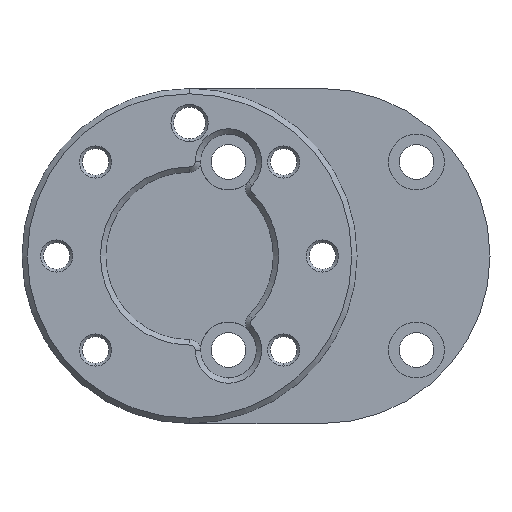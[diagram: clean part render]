
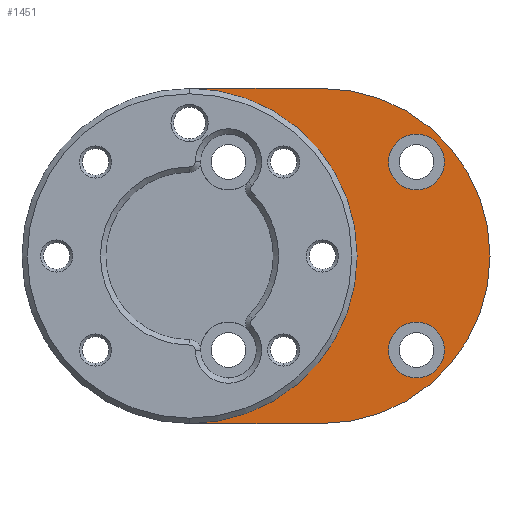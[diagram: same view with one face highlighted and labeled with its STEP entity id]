
A CAD part, front view. The second image highlights one B-rep face of the part: STEP entity #1451.
In plain terms, the highlighted planar face has unit normal (0, -1, 0).
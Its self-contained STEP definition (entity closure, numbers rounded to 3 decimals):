
#28 = AXIS2_PLACEMENT_3D ( 'NONE', #1257, #1190, #325 ) ;
#43 = ORIENTED_EDGE ( 'NONE', *, *, #1848, .F. ) ;
#62 = AXIS2_PLACEMENT_3D ( 'NONE', #2643, #1108, #1138 ) ;
#130 = CARTESIAN_POINT ( 'NONE',  ( 0., 0., -31.5 ) ) ;
#254 = LINE ( 'NONE', #130, #2591 ) ;
#277 = VERTEX_POINT ( 'NONE', #2151 ) ;
#289 = DIRECTION ( 'NONE',  ( 0., 0., -1. ) ) ;
#290 = CIRCLE ( 'NONE', #986, 31.5 ) ;
#325 = DIRECTION ( 'NONE',  ( 0., 0., 1. ) ) ;
#392 = CARTESIAN_POINT ( 'NONE',  ( 0., 0., 31.5 ) ) ;
#411 = CARTESIAN_POINT ( 'NONE',  ( 0., 0., 0. ) ) ;
#567 = CIRCLE ( 'NONE', #2330, 5.25 ) ;
#625 = EDGE_CURVE ( 'NONE', #1675, #1695, #567, .T. ) ;
#673 = CARTESIAN_POINT ( 'NONE',  ( 0., 0., 0. ) ) ;
#683 = EDGE_CURVE ( 'NONE', #2539, #2338, #1489, .T. ) ;
#689 = AXIS2_PLACEMENT_3D ( 'NONE', #673, #2225, #1557 ) ;
#724 = ORIENTED_EDGE ( 'NONE', *, *, #910, .T. ) ;
#759 = DIRECTION ( 'NONE',  ( 0., 0., 1. ) ) ;
#910 = EDGE_CURVE ( 'NONE', #1695, #1675, #911, .T. ) ;
#911 = CIRCLE ( 'NONE', #62, 5.25 ) ;
#986 = AXIS2_PLACEMENT_3D ( 'NONE', #1849, #2245, #289 ) ;
#1039 = EDGE_CURVE ( 'NONE', #1893, #2336, #290, .T. ) ;
#1064 = DIRECTION ( 'NONE',  ( 0., 0., 1. ) ) ;
#1066 = ORIENTED_EDGE ( 'NONE', *, *, #1323, .F. ) ;
#1071 = VECTOR ( 'NONE', #2571, 1000. ) ;
#1075 = FACE_BOUND ( 'NONE', #1415, .T. ) ;
#1102 = DIRECTION ( 'NONE',  ( 0., 1., 0. ) ) ;
#1108 = DIRECTION ( 'NONE',  ( 0., 1., 0. ) ) ;
#1110 = LINE ( 'NONE', #392, #1071 ) ;
#1138 = DIRECTION ( 'NONE',  ( 0., 0., 1. ) ) ;
#1190 = DIRECTION ( 'NONE',  ( 0., 1., 0. ) ) ;
#1202 = CARTESIAN_POINT ( 'NONE',  ( 17.678, 0., -17.678 ) ) ;
#1206 = ORIENTED_EDGE ( 'NONE', *, *, #683, .T. ) ;
#1230 = CARTESIAN_POINT ( 'NONE',  ( -25., 0., 31.5 ) ) ;
#1257 = CARTESIAN_POINT ( 'NONE',  ( 17.678, 0., 17.678 ) ) ;
#1323 = EDGE_CURVE ( 'NONE', #277, #1746, #1902, .T. ) ;
#1351 = DIRECTION ( 'NONE',  ( 0., 0., 1. ) ) ;
#1415 = EDGE_LOOP ( 'NONE', ( #1539, #1206 ) ) ;
#1423 = DIRECTION ( 'NONE',  ( -1., 0., 0. ) ) ;
#1451 = ADVANCED_FACE ( 'NONE', ( #2250, #1075, #1517 ), #2216, .F. ) ;
#1489 = CIRCLE ( 'NONE', #28, 5.25 ) ;
#1517 = FACE_OUTER_BOUND ( 'NONE', #2366, .T. ) ;
#1539 = ORIENTED_EDGE ( 'NONE', *, *, #2496, .T. ) ;
#1557 = DIRECTION ( 'NONE',  ( 0., 0., 1. ) ) ;
#1636 = DIRECTION ( 'NONE',  ( 0., 1., 0. ) ) ;
#1675 = VERTEX_POINT ( 'NONE', #2119 ) ;
#1695 = VERTEX_POINT ( 'NONE', #1889 ) ;
#1715 = EDGE_CURVE ( 'NONE', #1746, #1893, #254, .T. ) ;
#1746 = VERTEX_POINT ( 'NONE', #2312 ) ;
#1775 = ORIENTED_EDGE ( 'NONE', *, *, #1039, .F. ) ;
#1788 = DIRECTION ( 'NONE',  ( 0., 1., 0. ) ) ;
#1848 = EDGE_CURVE ( 'NONE', #2336, #277, #1110, .T. ) ;
#1849 = CARTESIAN_POINT ( 'NONE',  ( -25., 0., 0. ) ) ;
#1889 = CARTESIAN_POINT ( 'NONE',  ( 17.678, 0., -12.428 ) ) ;
#1893 = VERTEX_POINT ( 'NONE', #2192 ) ;
#1902 = CIRCLE ( 'NONE', #2659, 31.5 ) ;
#1996 = CARTESIAN_POINT ( 'NONE',  ( 17.678, 0., 22.928 ) ) ;
#2027 = CARTESIAN_POINT ( 'NONE',  ( 17.678, 0., 17.678 ) ) ;
#2119 = CARTESIAN_POINT ( 'NONE',  ( 17.678, 0., -22.928 ) ) ;
#2151 = CARTESIAN_POINT ( 'NONE',  ( 0., 0., 31.5 ) ) ;
#2192 = CARTESIAN_POINT ( 'NONE',  ( -25., 0., -31.5 ) ) ;
#2216 = PLANE ( 'NONE',  #689 ) ;
#2225 = DIRECTION ( 'NONE',  ( 0., 1., 0. ) ) ;
#2245 = DIRECTION ( 'NONE',  ( 0., -1., 0. ) ) ;
#2250 = FACE_BOUND ( 'NONE', #2443, .T. ) ;
#2281 = CIRCLE ( 'NONE', #2573, 5.25 ) ;
#2300 = ORIENTED_EDGE ( 'NONE', *, *, #1715, .F. ) ;
#2312 = CARTESIAN_POINT ( 'NONE',  ( 0., 0., -31.5 ) ) ;
#2330 = AXIS2_PLACEMENT_3D ( 'NONE', #1202, #1636, #759 ) ;
#2336 = VERTEX_POINT ( 'NONE', #1230 ) ;
#2338 = VERTEX_POINT ( 'NONE', #2347 ) ;
#2347 = CARTESIAN_POINT ( 'NONE',  ( 17.678, 0., 12.428 ) ) ;
#2366 = EDGE_LOOP ( 'NONE', ( #1775, #2300, #1066, #43 ) ) ;
#2443 = EDGE_LOOP ( 'NONE', ( #2548, #724 ) ) ;
#2496 = EDGE_CURVE ( 'NONE', #2338, #2539, #2281, .T. ) ;
#2539 = VERTEX_POINT ( 'NONE', #1996 ) ;
#2548 = ORIENTED_EDGE ( 'NONE', *, *, #625, .T. ) ;
#2571 = DIRECTION ( 'NONE',  ( 1., 0., 0. ) ) ;
#2573 = AXIS2_PLACEMENT_3D ( 'NONE', #2027, #1788, #1351 ) ;
#2591 = VECTOR ( 'NONE', #1423, 1000. ) ;
#2643 = CARTESIAN_POINT ( 'NONE',  ( 17.678, 0., -17.678 ) ) ;
#2659 = AXIS2_PLACEMENT_3D ( 'NONE', #411, #1102, #1064 ) ;
